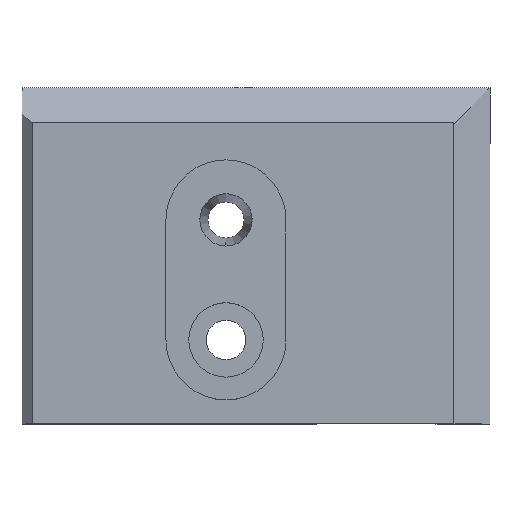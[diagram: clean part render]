
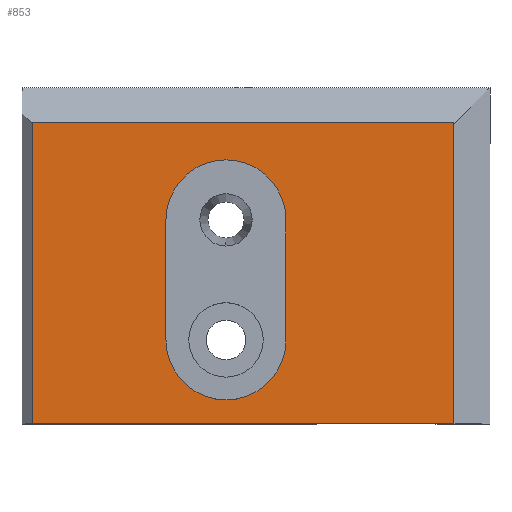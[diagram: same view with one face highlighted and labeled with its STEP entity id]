
A CAD part, top view. The second image highlights one B-rep face of the part: STEP entity #853.
In plain terms, the highlighted planar face has unit normal (0, 0, 1).
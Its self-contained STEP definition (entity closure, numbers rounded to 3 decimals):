
#28 = CARTESIAN_POINT ( 'NONE',  ( 5., -17., 5. ) ) ;
#40 = ORIENTED_EDGE ( 'NONE', *, *, #89, .F. ) ;
#44 = DIRECTION ( 'NONE',  ( 0., -1., 0. ) ) ;
#55 = CARTESIAN_POINT ( 'NONE',  ( -16.101, -17., 5. ) ) ;
#89 = EDGE_CURVE ( 'NONE', #995, #512, #643, .T. ) ;
#102 = LINE ( 'NONE', #55, #860 ) ;
#116 = AXIS2_PLACEMENT_3D ( 'NONE', #993, #920, #209 ) ;
#128 = VECTOR ( 'NONE', #518, 1000. ) ;
#138 = AXIS2_PLACEMENT_3D ( 'NONE', #433, #272, #183 ) ;
#146 = ORIENTED_EDGE ( 'NONE', *, *, #520, .T. ) ;
#151 = CARTESIAN_POINT ( 'NONE',  ( -5., -10., 5. ) ) ;
#181 = VERTEX_POINT ( 'NONE', #909 ) ;
#183 = DIRECTION ( 'NONE',  ( 1., 0., 0. ) ) ;
#193 = VERTEX_POINT ( 'NONE', #370 ) ;
#201 = FACE_OUTER_BOUND ( 'NONE', #878, .T. ) ;
#206 = EDGE_CURVE ( 'NONE', #193, #181, #102, .T. ) ;
#209 = DIRECTION ( 'NONE',  ( 1., 0., 0. ) ) ;
#247 = CIRCLE ( 'NONE', #138, 5. ) ;
#254 = CARTESIAN_POINT ( 'NONE',  ( -5., -17., 5. ) ) ;
#270 = VERTEX_POINT ( 'NONE', #151 ) ;
#272 = DIRECTION ( 'NONE',  ( 0., 0., -1. ) ) ;
#278 = LINE ( 'NONE', #254, #844 ) ;
#288 = CARTESIAN_POINT ( 'NONE',  ( 5., 0., 5. ) ) ;
#323 = LINE ( 'NONE', #28, #382 ) ;
#328 = ORIENTED_EDGE ( 'NONE', *, *, #932, .T. ) ;
#330 = CIRCLE ( 'NONE', #116, 5. ) ;
#347 = CARTESIAN_POINT ( 'NONE',  ( -5., 0., 5. ) ) ;
#366 = PLANE ( 'NONE',  #505 ) ;
#369 = CARTESIAN_POINT ( 'NONE',  ( -17., -17., 5. ) ) ;
#370 = CARTESIAN_POINT ( 'NONE',  ( -16.101, 8.101, 5. ) ) ;
#382 = VECTOR ( 'NONE', #428, 1000. ) ;
#411 = CARTESIAN_POINT ( 'NONE',  ( 19., 8.101, 5. ) ) ;
#428 = DIRECTION ( 'NONE',  ( 0., -1., 0. ) ) ;
#433 = CARTESIAN_POINT ( 'NONE',  ( 0., -10., 5. ) ) ;
#444 = ORIENTED_EDGE ( 'NONE', *, *, #452, .T. ) ;
#452 = EDGE_CURVE ( 'NONE', #651, #270, #247, .T. ) ;
#453 = VECTOR ( 'NONE', #44, 1000. ) ;
#466 = EDGE_CURVE ( 'NONE', #270, #544, #278, .T. ) ;
#470 = DIRECTION ( 'NONE',  ( 0., -1., 0. ) ) ;
#475 = ORIENTED_EDGE ( 'NONE', *, *, #206, .T. ) ;
#505 = AXIS2_PLACEMENT_3D ( 'NONE', #531, #907, #528 ) ;
#512 = VERTEX_POINT ( 'NONE', #883 ) ;
#518 = DIRECTION ( 'NONE',  ( 1., 0., 0. ) ) ;
#520 = EDGE_CURVE ( 'NONE', #874, #651, #323, .T. ) ;
#528 = DIRECTION ( 'NONE',  ( 1., 0., 0. ) ) ;
#531 = CARTESIAN_POINT ( 'NONE',  ( -17., -17., 5. ) ) ;
#534 = ORIENTED_EDGE ( 'NONE', *, *, #897, .T. ) ;
#544 = VERTEX_POINT ( 'NONE', #347 ) ;
#547 = VECTOR ( 'NONE', #770, 1000. ) ;
#586 = FACE_BOUND ( 'NONE', #997, .T. ) ;
#643 = LINE ( 'NONE', #829, #453 ) ;
#651 = VERTEX_POINT ( 'NONE', #762 ) ;
#697 = EDGE_CURVE ( 'NONE', #995, #193, #740, .T. ) ;
#710 = LINE ( 'NONE', #369, #128 ) ;
#740 = LINE ( 'NONE', #933, #547 ) ;
#759 = ORIENTED_EDGE ( 'NONE', *, *, #697, .T. ) ;
#762 = CARTESIAN_POINT ( 'NONE',  ( 5., -10., 5. ) ) ;
#770 = DIRECTION ( 'NONE',  ( -1., 0., 0. ) ) ;
#829 = CARTESIAN_POINT ( 'NONE',  ( 19., -18., 5. ) ) ;
#832 = ORIENTED_EDGE ( 'NONE', *, *, #466, .T. ) ;
#844 = VECTOR ( 'NONE', #965, 1000. ) ;
#853 = ADVANCED_FACE ( 'NONE', ( #586, #201 ), #366, .T. ) ;
#860 = VECTOR ( 'NONE', #470, 1000. ) ;
#874 = VERTEX_POINT ( 'NONE', #288 ) ;
#878 = EDGE_LOOP ( 'NONE', ( #534, #40, #759, #475 ) ) ;
#883 = CARTESIAN_POINT ( 'NONE',  ( 19., -17., 5. ) ) ;
#897 = EDGE_CURVE ( 'NONE', #181, #512, #710, .T. ) ;
#907 = DIRECTION ( 'NONE',  ( 0., 0., 1. ) ) ;
#909 = CARTESIAN_POINT ( 'NONE',  ( -16.101, -17., 5. ) ) ;
#920 = DIRECTION ( 'NONE',  ( 0., 0., -1. ) ) ;
#932 = EDGE_CURVE ( 'NONE', #544, #874, #330, .T. ) ;
#933 = CARTESIAN_POINT ( 'NONE',  ( -17., 8.101, 5. ) ) ;
#965 = DIRECTION ( 'NONE',  ( 0., 1., 0. ) ) ;
#993 = CARTESIAN_POINT ( 'NONE',  ( 0., 0., 5. ) ) ;
#995 = VERTEX_POINT ( 'NONE', #411 ) ;
#997 = EDGE_LOOP ( 'NONE', ( #832, #328, #146, #444 ) ) ;
